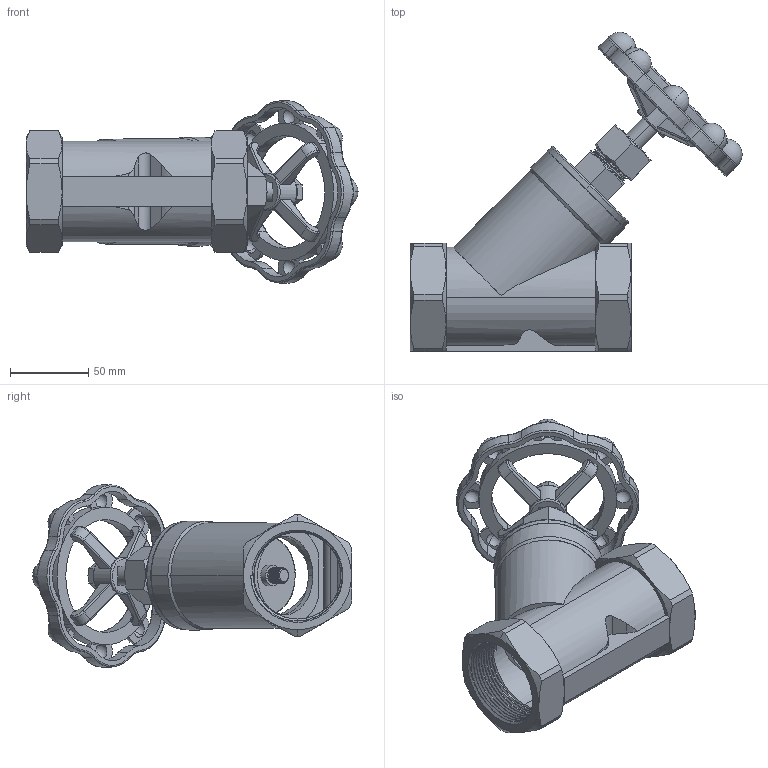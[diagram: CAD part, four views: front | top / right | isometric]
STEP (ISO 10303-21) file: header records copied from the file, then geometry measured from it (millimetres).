
FILE_DESCRIPTION (( 'STEP AP203' ), '1' );
FILE_NAME ('YGB-20.STEP', '2020-10-08T08:31:38', ( '' ), ( '' ), 'SwSTEP 2.0', 'SolidWorks 2020', '' );
FILE_SCHEMA (( 'CONFIG_CONTROL_DESIGN' ));
Length unit declared in the file: millimetre
Products named in the file (9): WA-02; YGB-20; GL-04; GN-04; HW-06; YGBC-20; M10Nut; PCB-20; YGBS-20
Assembly tree (8 placements, depth 2):
  YGB-20
    PCB-20
    YGBC-20
    YGBS-20
    GL-04
    GN-04
    HW-06
    WA-02
    M10Nut
Bounding box: 211.57 x 203.42 x 116 mm (x, y, z)
Volume: 348341.4 mm3; surface area: 167994.4 mm2
Topology: 8 solids, 8 shells, 824 faces, 2353 edges, 1490 vertices
Faces by surface type: cylinder 373, plane 163, cone 106, torus 105, bspline 45, sphere 32
Entity records: 58480 total; most frequent: CARTESIAN_POINT 38318, ORIENTED_EDGE 4546, DIRECTION 3624, EDGE_CURVE 2273, AXIS2_PLACEMENT_3D 1508, VERTEX_POINT 1458, EDGE_LOOP 865, ADVANCED_FACE 824
